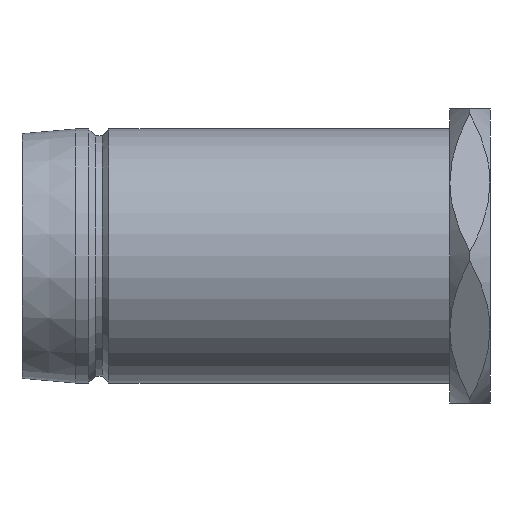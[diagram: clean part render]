
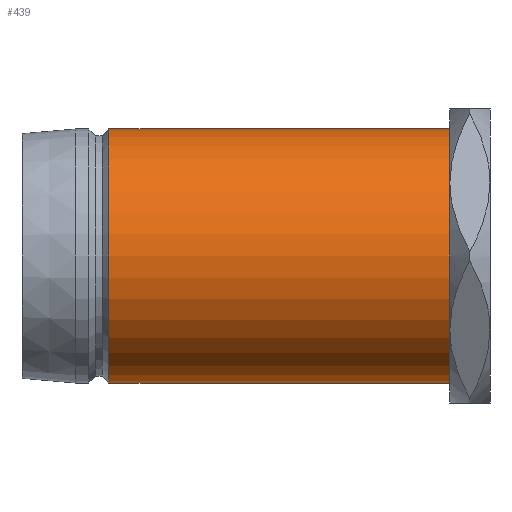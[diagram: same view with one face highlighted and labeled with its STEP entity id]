
A CAD part, front view. The second image highlights one B-rep face of the part: STEP entity #439.
In plain terms, the highlighted cylindrical face has radius 9.5 mm (diameter 19 mm), a partial arc.
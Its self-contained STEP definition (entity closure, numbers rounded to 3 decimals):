
#31 = AXIS2_PLACEMENT_3D ( 'NONE', #428, #887, #683 ) ;
#37 = CARTESIAN_POINT ( 'NONE',  ( 0., 0., 0. ) ) ;
#57 = EDGE_CURVE ( 'NONE', #674, #1003, #761, .T. ) ;
#59 = VERTEX_POINT ( 'NONE', #785 ) ;
#82 = CARTESIAN_POINT ( 'NONE',  ( 0., 0., -9.5 ) ) ;
#122 = CYLINDRICAL_SURFACE ( 'NONE', #701, 9.5 ) ;
#164 = DIRECTION ( 'NONE',  ( 0., 0., 1. ) ) ;
#213 = FACE_OUTER_BOUND ( 'NONE', #939, .T. ) ;
#244 = CARTESIAN_POINT ( 'NONE',  ( 32., 0., -9.5 ) ) ;
#257 = AXIS2_PLACEMENT_3D ( 'NONE', #898, #527, #872 ) ;
#278 = ORIENTED_EDGE ( 'NONE', *, *, #680, .F. ) ;
#341 = DIRECTION ( 'NONE',  ( -1., 0., 0. ) ) ;
#384 = CIRCLE ( 'NONE', #31, 9.5 ) ;
#428 = CARTESIAN_POINT ( 'NONE',  ( 32., 0., 0. ) ) ;
#433 = EDGE_CURVE ( 'NONE', #59, #1003, #1087, .T. ) ;
#439 = ADVANCED_FACE ( 'NONE', ( #213 ), #122, .T. ) ;
#527 = DIRECTION ( 'NONE',  ( -1., 0., 0. ) ) ;
#530 = CARTESIAN_POINT ( 'NONE',  ( 6.5, 0., -9.5 ) ) ;
#545 = VERTEX_POINT ( 'NONE', #244 ) ;
#575 = CARTESIAN_POINT ( 'NONE',  ( 6.5, 0., 9.5 ) ) ;
#599 = ORIENTED_EDGE ( 'NONE', *, *, #433, .T. ) ;
#653 = CARTESIAN_POINT ( 'NONE',  ( 0., 0., 9.5 ) ) ;
#674 = VERTEX_POINT ( 'NONE', #530 ) ;
#680 = EDGE_CURVE ( 'NONE', #545, #674, #711, .T. ) ;
#683 = DIRECTION ( 'NONE',  ( 0., 0., 1. ) ) ;
#701 = AXIS2_PLACEMENT_3D ( 'NONE', #37, #1093, #164 ) ;
#711 = LINE ( 'NONE', #82, #1105 ) ;
#724 = ORIENTED_EDGE ( 'NONE', *, *, #1123, .T. ) ;
#761 = CIRCLE ( 'NONE', #257, 9.5 ) ;
#785 = CARTESIAN_POINT ( 'NONE',  ( 32., 0., 9.5 ) ) ;
#810 = ORIENTED_EDGE ( 'NONE', *, *, #57, .F. ) ;
#872 = DIRECTION ( 'NONE',  ( 0., 0., 1. ) ) ;
#887 = DIRECTION ( 'NONE',  ( -1., 0., 0. ) ) ;
#898 = CARTESIAN_POINT ( 'NONE',  ( 6.5, 0., 0. ) ) ;
#933 = VECTOR ( 'NONE', #1008, 1000. ) ;
#939 = EDGE_LOOP ( 'NONE', ( #278, #724, #599, #810 ) ) ;
#1003 = VERTEX_POINT ( 'NONE', #575 ) ;
#1008 = DIRECTION ( 'NONE',  ( -1., 0., 0. ) ) ;
#1087 = LINE ( 'NONE', #653, #933 ) ;
#1093 = DIRECTION ( 'NONE',  ( -1., 0., 0. ) ) ;
#1105 = VECTOR ( 'NONE', #341, 1000. ) ;
#1123 = EDGE_CURVE ( 'NONE', #545, #59, #384, .T. ) ;
